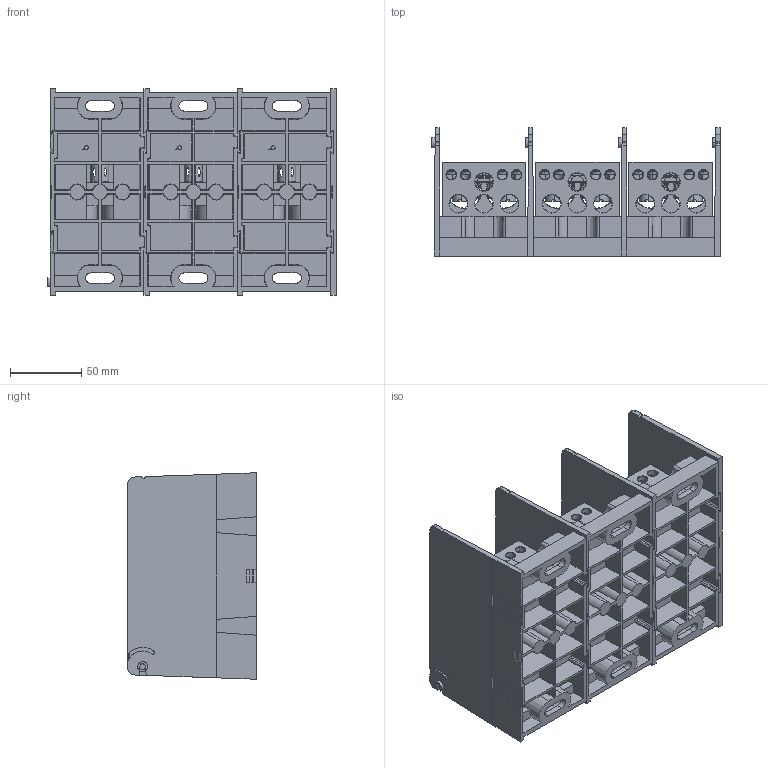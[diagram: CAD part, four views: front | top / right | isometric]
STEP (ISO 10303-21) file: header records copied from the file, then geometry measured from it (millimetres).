
FILE_DESCRIPTION (( 'STEP AP214' ), '1' );
FILE_NAME ('701985rev-3P.STEP', '2015-01-15T21:00:42', ( '' ), ( '' ), 'SwSTEP 2.0', 'SolidWorks 2014', '' );
FILE_SCHEMA (( 'AUTOMOTIVE_DESIGN' ));
Length unit declared in the file: inch
Products named in the file (1): 701985rev-3P
Bounding box: 202.31 x 90.17 x 144.78 mm (x, y, z)
Surface area: 296889.5 mm2 (no closed solid volume)
Topology: 0 solids, 116 shells, 1492 faces, 4919 edges, 3399 vertices
Faces by surface type: plane 576, cone 475, cylinder 441
Entity records: 100383 total; most frequent: CARTESIAN_POINT 40580, ORIENTED_EDGE 8061, DIRECTION 7623, EDGE_CURVE 4917, VERTEX_POINT 3399, VECTOR 2687, LINE 2687, AXIS2_PLACEMENT_3D 2468
